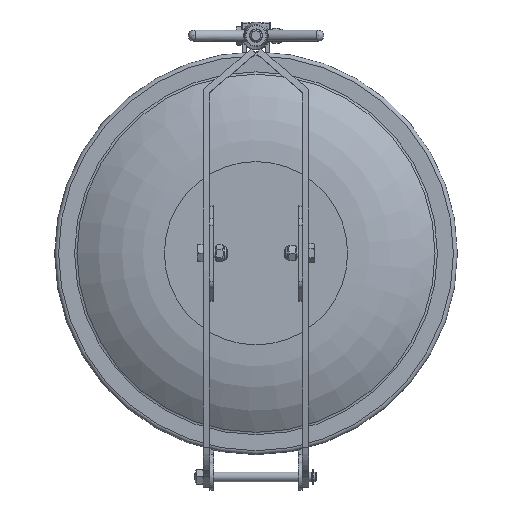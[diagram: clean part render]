
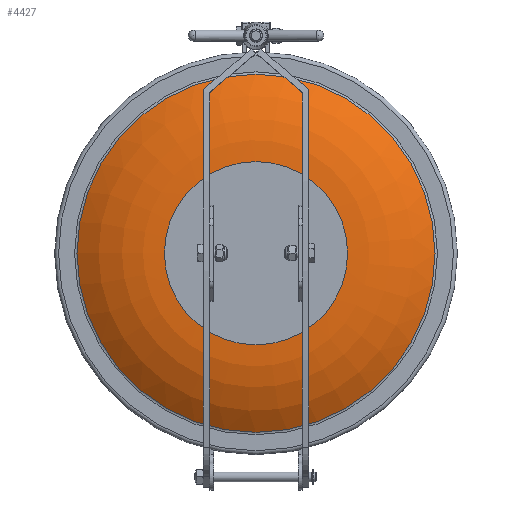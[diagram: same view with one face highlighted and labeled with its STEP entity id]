
A CAD part, top view. The second image highlights one B-rep face of the part: STEP entity #4427.
In plain terms, the highlighted toroidal (fillet/blend) face has major radius 115 mm and minor radius 185 mm.
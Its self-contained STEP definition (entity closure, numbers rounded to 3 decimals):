
#61=DEGENERATE_TOROIDAL_SURFACE('',#5543,115.,185.,.T.);
#1412=ORIENTED_EDGE('',*,*,#2390,.T.);
#1413=ORIENTED_EDGE('',*,*,#2389,.F.);
#2389=EDGE_CURVE('',#2926,#2926,#3289,.T.);
#2390=EDGE_CURVE('',#2927,#2927,#3290,.T.);
#2926=VERTEX_POINT('',#8365);
#2927=VERTEX_POINT('',#8368);
#3289=CIRCLE('',#5542,115.);
#3290=CIRCLE('',#5544,224.69);
#3603=EDGE_LOOP('',(#1412));
#3604=EDGE_LOOP('',(#1413));
#4026=FACE_BOUND('',#3603,.T.);
#4027=FACE_BOUND('',#3604,.T.);
#4427=ADVANCED_FACE('',(#4026,#4027),#61,.T.);
#5542=AXIS2_PLACEMENT_3D('',#8364,#6458,#6459);
#5543=AXIS2_PLACEMENT_3D('',#8366,#6460,#6461);
#5544=AXIS2_PLACEMENT_3D('',#8367,#6462,#6463);
#6458=DIRECTION('',(0.,0.,1.));
#6459=DIRECTION('',(1.,0.,0.));
#6460=DIRECTION('',(0.,0.,1.));
#6461=DIRECTION('',(1.,0.,0.));
#6462=DIRECTION('',(0.,0.,1.));
#6463=DIRECTION('',(1.,0.,0.));
#8364=CARTESIAN_POINT('',(0.,0.,53.));
#8365=CARTESIAN_POINT('',(115.,0.,53.));
#8366=CARTESIAN_POINT('',(0.,0.,-132.));
#8367=CARTESIAN_POINT('',(0.,0.,16.974));
#8368=CARTESIAN_POINT('',(224.69,0.,16.974));
